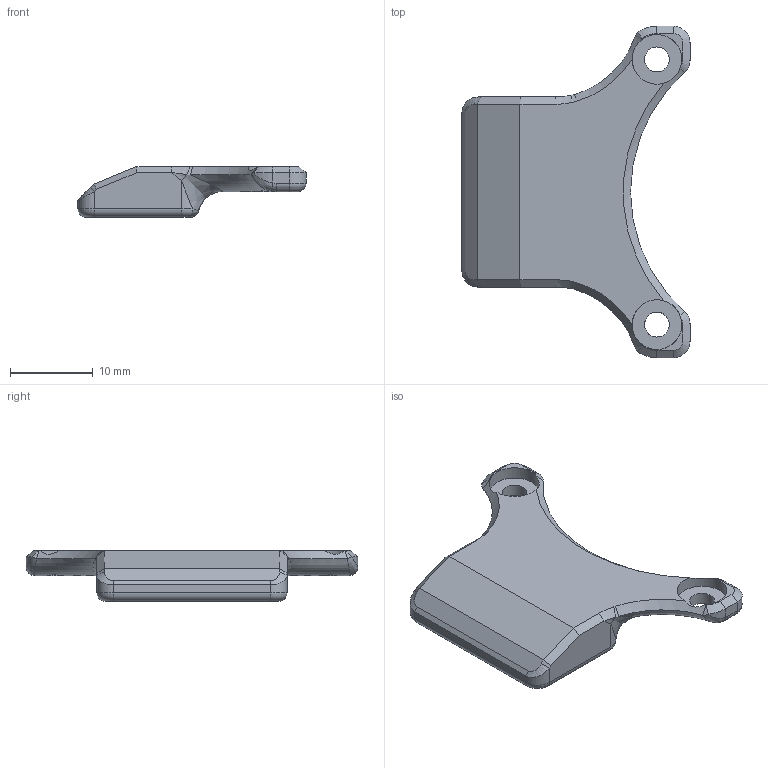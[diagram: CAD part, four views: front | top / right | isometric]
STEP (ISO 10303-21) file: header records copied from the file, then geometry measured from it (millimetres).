
FILE_DESCRIPTION(/* description */ ('STEP AP242','CAx-IF Rec.Pracs.---Representation and Presentation of Product Manufacturing Information (PMI)---4.0---2014-10-13','CAx-IF Rec.Pracs.---3D Tessellated Geometry---0.4---2014-09-14','2;1'),/* implementation_level */ '2;1');
FILE_NAME(/* name */ '6799c296d1bb70674c5c3f54',/* time_stamp */ '2025-01-29T05:54:31Z',/* author */ (''),/* organization */ (''),/* preprocessor_version */ 'ST-DEVELOPER v20',/* originating_system */ 'ONSHAPE BY PTC INC, 1.192',/* authorisation */ ' ');
FILE_SCHEMA (('AP242_MANAGED_MODEL_BASED_3D_ENGINEERING_MIM_LF { 1 0 10303 442 1 1 4 }'));
Length unit declared in the file: metre
Products named in the file (1): Nozzle Cam Mount - Conch
Bounding box: 27.53 x 40 x 6.09 mm (x, y, z)
Volume: 2201.9 mm3; surface area: 1796.7 mm2
Topology: 1 solids, 1 shells, 123 faces, 317 edges, 193 vertices
Faces by surface type: plane 53, cylinder 28, bspline 18, torus 15, cone 9
Full cylindrical faces by diameter (mm): 3 x2, 6 x2
Entity records: 3944 total; most frequent: CARTESIAN_POINT 1093, ORIENTED_EDGE 616, DIRECTION 556, EDGE_CURVE 308, AXIS2_PLACEMENT_3D 202, VERTEX_POINT 189, LINE 152, VECTOR 152
